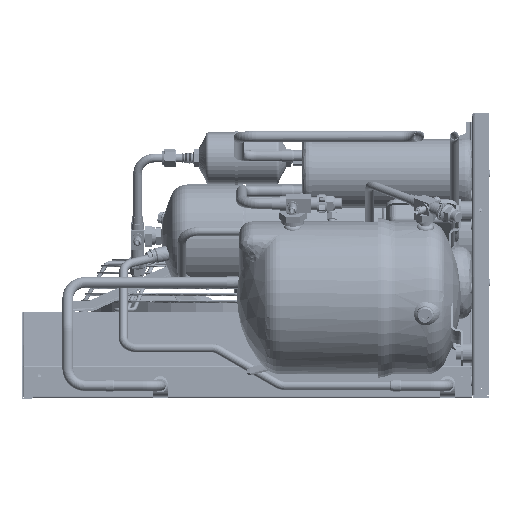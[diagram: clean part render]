
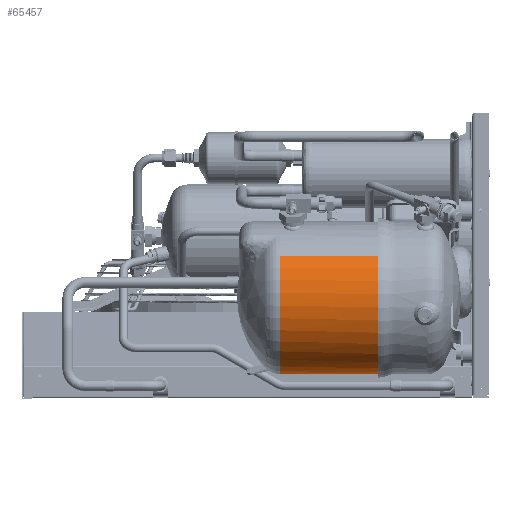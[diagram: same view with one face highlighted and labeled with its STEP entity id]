
A CAD part, left-side view. The second image highlights one B-rep face of the part: STEP entity #65457.
In plain terms, the highlighted cylindrical face has radius 112.5 mm (diameter 225 mm), a partial arc.
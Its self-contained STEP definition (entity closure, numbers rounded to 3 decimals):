
#276 = CARTESIAN_POINT ( 'NONE',  ( 64.495, 240., 92.177 ) ) ;
#5502 = AXIS2_PLACEMENT_3D ( 'NONE', #70873, #55683, #40513 ) ;
#7809 = CARTESIAN_POINT ( 'NONE',  ( 0., 121.8, 112.5 ) ) ;
#12287 = ORIENTED_EDGE ( 'NONE', *, *, #81428, .T. ) ;
#15653 = CARTESIAN_POINT ( 'NONE',  ( 0., 121.8, 0. ) ) ;
#16385 = DIRECTION ( 'NONE',  ( 0., -1., 0. ) ) ;
#19698 = ORIENTED_EDGE ( 'NONE', *, *, #107088, .T. ) ;
#20560 = CARTESIAN_POINT ( 'NONE',  ( 0., 267.142, 0. ) ) ;
#26083 = DIRECTION ( 'NONE',  ( 0., 0., -1. ) ) ;
#31621 = CARTESIAN_POINT ( 'NONE',  ( 47.58, 240., 101.943 ) ) ;
#32965 = CIRCLE ( 'NONE', #141622, 112.5 ) ;
#33492 = EDGE_CURVE ( 'NONE', #140372, #89164, #128627, .T. ) ;
#36949 = FACE_OUTER_BOUND ( 'NONE', #84622, .T. ) ;
#38132 = VECTOR ( 'NONE', #16385, 1000. ) ;
#40319 = VERTEX_POINT ( 'NONE', #130219 ) ;
#40513 = DIRECTION ( 'NONE',  ( 0., 0., -1. ) ) ;
#41220 = DIRECTION ( 'NONE',  ( 0., -1., 0. ) ) ;
#41282 = ORIENTED_EDGE ( 'NONE', *, *, #113741, .F. ) ;
#42493 = DIRECTION ( 'NONE',  ( 0., 0., -1. ) ) ;
#46836 = LINE ( 'NONE', #31621, #38132 ) ;
#48454 = CYLINDRICAL_SURFACE ( 'NONE', #63685, 112.5 ) ;
#52790 = VECTOR ( 'NONE', #98158, 1000. ) ;
#55683 = DIRECTION ( 'NONE',  ( 0., -1., 0. ) ) ;
#56389 = CARTESIAN_POINT ( 'NONE',  ( 0., 240., 0. ) ) ;
#57072 = DIRECTION ( 'NONE',  ( 0., -1., 0. ) ) ;
#57639 = DIRECTION ( 'NONE',  ( 0., -1., 0. ) ) ;
#57987 = CIRCLE ( 'NONE', #66841, 112.5 ) ;
#60566 = VERTEX_POINT ( 'NONE', #137852 ) ;
#63685 = AXIS2_PLACEMENT_3D ( 'NONE', #102632, #110678, #95442 ) ;
#65354 = ORIENTED_EDGE ( 'NONE', *, *, #33492, .F. ) ;
#65457 = ADVANCED_FACE ( 'NONE', ( #36949 ), #48454, .T. ) ;
#65724 = CIRCLE ( 'NONE', #71842, 112.5 ) ;
#66841 = AXIS2_PLACEMENT_3D ( 'NONE', #56389, #41220, #26083 ) ;
#67437 = ORIENTED_EDGE ( 'NONE', *, *, #106577, .F. ) ;
#70873 = CARTESIAN_POINT ( 'NONE',  ( 0., 267.142, 0. ) ) ;
#71842 = AXIS2_PLACEMENT_3D ( 'NONE', #15653, #57639, #42493 ) ;
#72232 = CARTESIAN_POINT ( 'NONE',  ( 0., 0., 112.5 ) ) ;
#73566 = VERTEX_POINT ( 'NONE', #135494 ) ;
#73767 = CARTESIAN_POINT ( 'NONE',  ( 0., 267.142, -112.5 ) ) ;
#74409 = VECTOR ( 'NONE', #108155, 1000. ) ;
#78878 = CARTESIAN_POINT ( 'NONE',  ( 47.58, 240., 101.943 ) ) ;
#80562 = CARTESIAN_POINT ( 'NONE',  ( 0., 121.8, -112.5 ) ) ;
#81428 = EDGE_CURVE ( 'NONE', #60566, #40319, #120830, .T. ) ;
#84345 = ORIENTED_EDGE ( 'NONE', *, *, #138471, .T. ) ;
#84622 = EDGE_LOOP ( 'NONE', ( #12287, #97582, #41282, #65354, #104519, #84345, #19698, #67437 ) ) ;
#87411 = LINE ( 'NONE', #72232, #95250 ) ;
#89164 = VERTEX_POINT ( 'NONE', #80562 ) ;
#95250 = VECTOR ( 'NONE', #57072, 1000. ) ;
#95442 = DIRECTION ( 'NONE',  ( 0., 0., -1. ) ) ;
#97036 = EDGE_CURVE ( 'NONE', #140372, #73566, #32965, .T. ) ;
#97582 = ORIENTED_EDGE ( 'NONE', *, *, #136850, .T. ) ;
#98158 = DIRECTION ( 'NONE',  ( 0., -1., 0. ) ) ;
#102632 = CARTESIAN_POINT ( 'NONE',  ( 0., 0., 0. ) ) ;
#104519 = ORIENTED_EDGE ( 'NONE', *, *, #97036, .T. ) ;
#106577 = EDGE_CURVE ( 'NONE', #60566, #114874, #46836, .T. ) ;
#107088 = EDGE_CURVE ( 'NONE', #147458, #114874, #57987, .T. ) ;
#108155 = DIRECTION ( 'NONE',  ( 0., -1., 0. ) ) ;
#110678 = DIRECTION ( 'NONE',  ( 0., -1., 0. ) ) ;
#113385 = CARTESIAN_POINT ( 'NONE',  ( 0., 0., -112.5 ) ) ;
#113741 = EDGE_CURVE ( 'NONE', #89164, #123603, #65724, .T. ) ;
#114874 = VERTEX_POINT ( 'NONE', #78878 ) ;
#120830 = CIRCLE ( 'NONE', #5502, 112.5 ) ;
#123389 = CARTESIAN_POINT ( 'NONE',  ( 64.495, 240., 92.177 ) ) ;
#123396 = DIRECTION ( 'NONE',  ( 0., 0., -1. ) ) ;
#123603 = VERTEX_POINT ( 'NONE', #7809 ) ;
#128627 = LINE ( 'NONE', #113385, #52790 ) ;
#130219 = CARTESIAN_POINT ( 'NONE',  ( 0., 267.142, 112.5 ) ) ;
#135494 = CARTESIAN_POINT ( 'NONE',  ( 64.495, 267.142, 92.177 ) ) ;
#136850 = EDGE_CURVE ( 'NONE', #40319, #123603, #87411, .T. ) ;
#137852 = CARTESIAN_POINT ( 'NONE',  ( 47.58, 267.142, 101.943 ) ) ;
#138471 = EDGE_CURVE ( 'NONE', #73566, #147458, #138632, .T. ) ;
#138632 = LINE ( 'NONE', #123389, #74409 ) ;
#138641 = DIRECTION ( 'NONE',  ( 0., -1., 0. ) ) ;
#140372 = VERTEX_POINT ( 'NONE', #73767 ) ;
#141622 = AXIS2_PLACEMENT_3D ( 'NONE', #20560, #138641, #123396 ) ;
#147458 = VERTEX_POINT ( 'NONE', #276 ) ;
